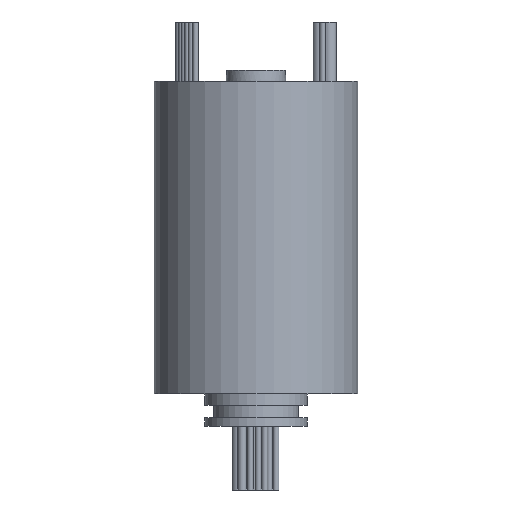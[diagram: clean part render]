
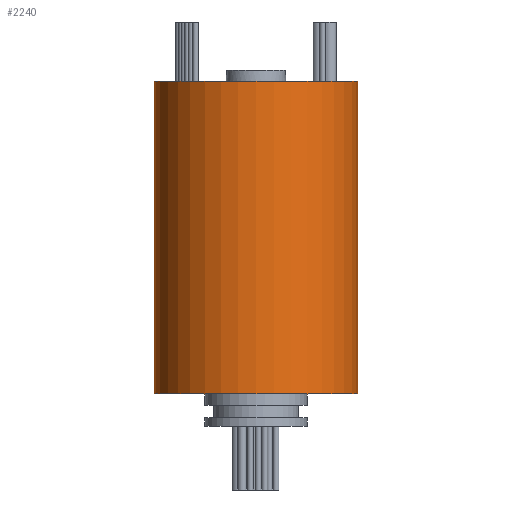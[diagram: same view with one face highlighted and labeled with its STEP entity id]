
A CAD part, front view. The second image highlights one B-rep face of the part: STEP entity #2240.
In plain terms, the highlighted cylindrical face has radius 34.5 mm (diameter 69 mm), a partial arc.
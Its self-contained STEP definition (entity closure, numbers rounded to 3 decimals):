
#478 = VECTOR ( 'NONE', #660, 1000. ) ;
#660 = DIRECTION ( 'NONE',  ( 0., 0., -1. ) ) ;
#839 = CIRCLE ( 'NONE', #1823, 34.5 ) ;
#1032 = CARTESIAN_POINT ( 'NONE',  ( -34.5, 0., 116.8 ) ) ;
#1217 = AXIS2_PLACEMENT_3D ( 'NONE', #3086, #3072, #3043 ) ;
#1236 = CARTESIAN_POINT ( 'NONE',  ( 34.5, 0., 11. ) ) ;
#1374 = CARTESIAN_POINT ( 'NONE',  ( -34.5, 0., 11. ) ) ;
#1621 = DIRECTION ( 'NONE',  ( 0., 0., -1. ) ) ;
#1629 = LINE ( 'NONE', #2990, #4141 ) ;
#1738 = EDGE_CURVE ( 'NONE', #2020, #1836, #839, .T. ) ;
#1747 = CIRCLE ( 'NONE', #2420, 34.5 ) ;
#1823 = AXIS2_PLACEMENT_3D ( 'NONE', #1861, #1842, #1829 ) ;
#1829 = DIRECTION ( 'NONE',  ( 1., 0., 0. ) ) ;
#1835 = CYLINDRICAL_SURFACE ( 'NONE', #1217, 34.5 ) ;
#1836 = VERTEX_POINT ( 'NONE', #1236 ) ;
#1842 = DIRECTION ( 'NONE',  ( 0., 0., 1. ) ) ;
#1861 = CARTESIAN_POINT ( 'NONE',  ( 0., 0., 11. ) ) ;
#1938 = FACE_OUTER_BOUND ( 'NONE', #2023, .T. ) ;
#1985 = CARTESIAN_POINT ( 'NONE',  ( -34.5, 0., 116.8 ) ) ;
#2020 = VERTEX_POINT ( 'NONE', #1374 ) ;
#2023 = EDGE_LOOP ( 'NONE', ( #4155, #4202, #4312, #3550 ) ) ;
#2240 = ADVANCED_FACE ( 'NONE', ( #1938 ), #1835, .T. ) ;
#2265 = LINE ( 'NONE', #1985, #478 ) ;
#2420 = AXIS2_PLACEMENT_3D ( 'NONE', #3239, #2955, #2909 ) ;
#2497 = VERTEX_POINT ( 'NONE', #1032 ) ;
#2666 = EDGE_CURVE ( 'NONE', #3769, #1836, #1629, .T. ) ;
#2724 = EDGE_CURVE ( 'NONE', #2497, #2020, #2265, .T. ) ;
#2841 = EDGE_CURVE ( 'NONE', #2497, #3769, #1747, .T. ) ;
#2909 = DIRECTION ( 'NONE',  ( 1., 0., 0. ) ) ;
#2955 = DIRECTION ( 'NONE',  ( 0., 0., 1. ) ) ;
#2990 = CARTESIAN_POINT ( 'NONE',  ( 34.5, 0., 116.8 ) ) ;
#3043 = DIRECTION ( 'NONE',  ( -1., 0., 0. ) ) ;
#3072 = DIRECTION ( 'NONE',  ( 0., 0., -1. ) ) ;
#3086 = CARTESIAN_POINT ( 'NONE',  ( 0., 0., 116.8 ) ) ;
#3239 = CARTESIAN_POINT ( 'NONE',  ( 0., 0., 116.8 ) ) ;
#3550 = ORIENTED_EDGE ( 'NONE', *, *, #1738, .T. ) ;
#3626 = CARTESIAN_POINT ( 'NONE',  ( 34.5, 0., 116.8 ) ) ;
#3769 = VERTEX_POINT ( 'NONE', #3626 ) ;
#4141 = VECTOR ( 'NONE', #1621, 1000. ) ;
#4155 = ORIENTED_EDGE ( 'NONE', *, *, #2666, .F. ) ;
#4202 = ORIENTED_EDGE ( 'NONE', *, *, #2841, .F. ) ;
#4312 = ORIENTED_EDGE ( 'NONE', *, *, #2724, .T. ) ;
